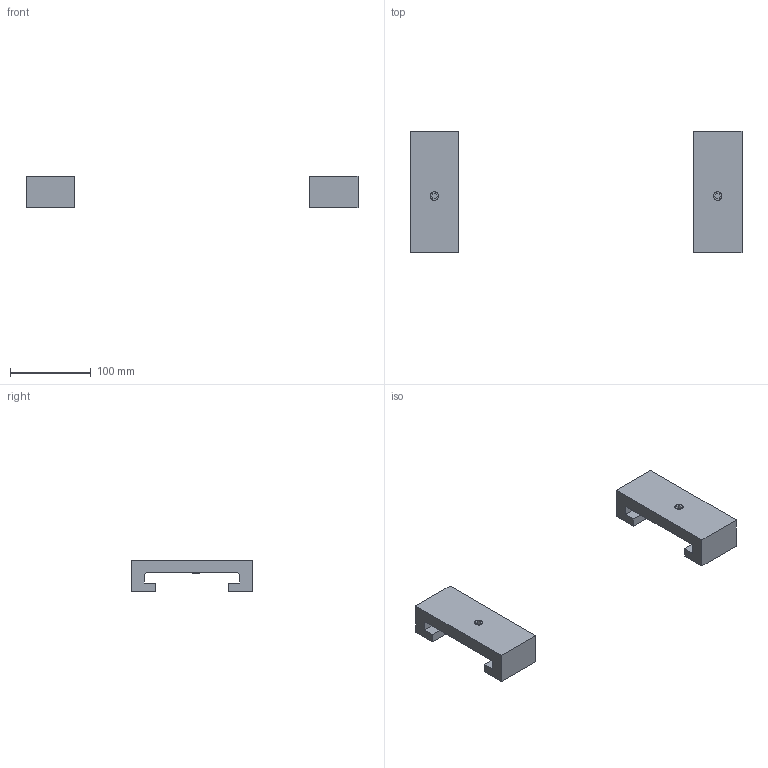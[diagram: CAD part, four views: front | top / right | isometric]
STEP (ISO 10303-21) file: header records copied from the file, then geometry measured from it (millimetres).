
FILE_DESCRIPTION(('STEP AP214'),'1');
FILE_NAME('cctmp_E4EA7DCC-1F26-40CB-9971-1A0908381E5C_2023_04_19_16_12_00_0752_16236..stp','2023-04-19T14:12:00',('Bosch Rexroth AG'),('CADClick - www.CADClick.com'),'Spatial InterOp 3D',' ','unknown authorization - (Healing Option Enabled)');
FILE_SCHEMA(('AUTOMOTIVE_DESIGN'));
Length unit declared in the file: millimetre
Products named in the file (2): 1; 2
Bounding box: 410 x 150 x 39.5 mm (x, y, z)
Volume: 415339.9 mm3; surface area: 71721.5 mm2
Topology: 2 solids, 2 shells, 62 faces, 158 edges, 106 vertices
Faces by surface type: plane 50, cylinder 8, cone 4
Entity records: 2407 total; most frequent: CARTESIAN_POINT 328, ORIENTED_EDGE 316, DIRECTION 312, EDGE_CURVE 158, LINE 132, VECTOR 132, VERTEX_POINT 106, AXIS2_PLACEMENT_3D 90
